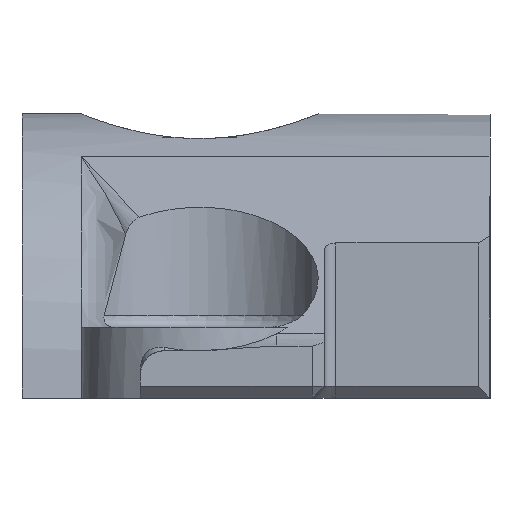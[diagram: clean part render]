
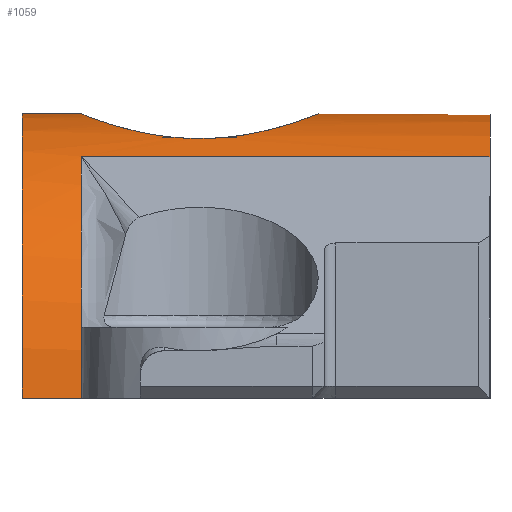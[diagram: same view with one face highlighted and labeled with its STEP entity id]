
A CAD part, left-side view. The second image highlights one B-rep face of the part: STEP entity #1059.
In plain terms, the highlighted cylindrical face has radius 25 mm (diameter 50 mm), a partial arc.
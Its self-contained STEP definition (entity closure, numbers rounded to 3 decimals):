
#30=FACE_BOUND('',#251,.T.);
#34=B_SPLINE_CURVE_WITH_KNOTS('',3,(#1654,#1655,#1656,#1657,#1658,#1659,
#1660,#1661,#1662,#1663,#1664,#1665,#1666,#1667,#1668,#1669,#1670,#1671),
 .UNSPECIFIED.,.F.,.F.,(4,2,2,2,2,2,2,2,4),(3.248,3.432,
3.814,4.195,4.576,4.958,5.339,
5.72,5.905),.UNSPECIFIED.);
#35=B_SPLINE_CURVE_WITH_KNOTS('',3,(#1681,#1682,#1683,#1684,#1685,#1686,
#1687,#1688,#1689,#1690,#1691,#1692,#1693,#1694,#1695,#1696,#1697,#1698),
 .UNSPECIFIED.,.F.,.F.,(4,2,2,2,2,2,2,2,4),(0.197,0.382,
0.763,1.144,1.525,1.907,2.288,
2.669,2.854),.UNSPECIFIED.);
#36=B_SPLINE_CURVE_WITH_KNOTS('',3,(#1700,#1701,#1702,#1703,#1704,#1705,
#1706,#1707,#1708,#1709),.UNSPECIFIED.,.F.,.F.,(4,2,2,2,4),(3.129,
3.228,3.329,3.429,3.534),
 .UNSPECIFIED.);
#37=B_SPLINE_CURVE_WITH_KNOTS('',3,(#1711,#1712,#1713,#1714),
 .UNSPECIFIED.,.F.,.F.,(4,4),(0.,0.199),.UNSPECIFIED.);
#38=B_SPLINE_CURVE_WITH_KNOTS('',3,(#1716,#1717,#1718,#1719,#1720,#1721),
 .UNSPECIFIED.,.F.,.F.,(4,2,4),(0.199,0.341,0.398),
 .UNSPECIFIED.);
#76=CYLINDRICAL_SURFACE('',#1164,25.);
#85=CIRCLE('',#1096,25.);
#104=CIRCLE('',#1143,25.);
#107=CIRCLE('',#1153,25.);
#108=CIRCLE('',#1160,25.);
#183=FACE_OUTER_BOUND('',#250,.T.);
#250=EDGE_LOOP('',(#933,#934,#935,#936,#937,#938,#939,#940));
#251=EDGE_LOOP('',(#941,#942,#943,#944,#945));
#308=LINE('',#1611,#387);
#329=LINE('',#2042,#408);
#331=LINE('',#2137,#410);
#332=LINE('',#2139,#411);
#387=VECTOR('',#1292,10.);
#408=VECTOR('',#1425,10.);
#410=VECTOR('',#1443,10.);
#411=VECTOR('',#1446,10.);
#455=VERTEX_POINT('',#1588);
#456=VERTEX_POINT('',#1590);
#461=VERTEX_POINT('',#1603);
#462=VERTEX_POINT('',#1610);
#473=VERTEX_POINT('',#1651);
#474=VERTEX_POINT('',#1652);
#477=VERTEX_POINT('',#1678);
#478=VERTEX_POINT('',#1679);
#479=VERTEX_POINT('',#1710);
#484=VERTEX_POINT('',#1807);
#487=VERTEX_POINT('',#1879);
#503=VERTEX_POINT('',#2009);
#507=VERTEX_POINT('',#2032);
#569=EDGE_CURVE('',#456,#455,#85,.T.);
#577=EDGE_CURVE('',#462,#461,#308,.T.);
#594=EDGE_CURVE('',#474,#473,#34,.T.);
#598=EDGE_CURVE('',#478,#477,#35,.T.);
#599=EDGE_CURVE('',#473,#478,#36,.F.);
#600=EDGE_CURVE('',#479,#474,#37,.F.);
#602=EDGE_CURVE('',#477,#479,#38,.F.);
#641=EDGE_CURVE('',#462,#503,#104,.T.);
#651=EDGE_CURVE('',#507,#484,#107,.T.);
#652=EDGE_CURVE('',#507,#503,#329,.T.);
#656=EDGE_CURVE('',#487,#461,#108,.T.);
#659=EDGE_CURVE('',#455,#484,#331,.T.);
#660=EDGE_CURVE('',#456,#487,#332,.T.);
#933=ORIENTED_EDGE('',*,*,#569,.T.);
#934=ORIENTED_EDGE('',*,*,#659,.T.);
#935=ORIENTED_EDGE('',*,*,#651,.F.);
#936=ORIENTED_EDGE('',*,*,#652,.T.);
#937=ORIENTED_EDGE('',*,*,#641,.F.);
#938=ORIENTED_EDGE('',*,*,#577,.T.);
#939=ORIENTED_EDGE('',*,*,#656,.F.);
#940=ORIENTED_EDGE('',*,*,#660,.F.);
#941=ORIENTED_EDGE('',*,*,#598,.T.);
#942=ORIENTED_EDGE('',*,*,#602,.T.);
#943=ORIENTED_EDGE('',*,*,#600,.T.);
#944=ORIENTED_EDGE('',*,*,#594,.T.);
#945=ORIENTED_EDGE('',*,*,#599,.T.);
#1059=ADVANCED_FACE('',(#183,#30),#76,.T.);
#1096=AXIS2_PLACEMENT_3D('',#1591,#1280,#1281);
#1143=AXIS2_PLACEMENT_3D('',#2013,#1396,#1397);
#1153=AXIS2_PLACEMENT_3D('',#2039,#1419,#1420);
#1160=AXIS2_PLACEMENT_3D('',#2084,#1434,#1435);
#1164=AXIS2_PLACEMENT_3D('',#2138,#1444,#1445);
#1280=DIRECTION('center_axis',(0.,1.,0.));
#1281=DIRECTION('ref_axis',(1.,0.,0.));
#1292=DIRECTION('',(0.,-1.,0.));
#1396=DIRECTION('center_axis',(0.,1.,0.));
#1397=DIRECTION('ref_axis',(-1.,0.,0.));
#1419=DIRECTION('center_axis',(0.,-1.,0.));
#1420=DIRECTION('ref_axis',(0.,0.,-1.));
#1425=DIRECTION('',(0.,1.,0.));
#1434=DIRECTION('center_axis',(0.,-1.,0.));
#1435=DIRECTION('ref_axis',(0.,0.,-1.));
#1443=DIRECTION('',(0.,1.,0.));
#1444=DIRECTION('center_axis',(0.,1.,0.));
#1445=DIRECTION('ref_axis',(1.,0.,0.));
#1446=DIRECTION('',(0.,1.,0.));
#1588=CARTESIAN_POINT('',(12.952,10.5,21.383));
#1590=CARTESIAN_POINT('',(-12.952,10.5,21.383));
#1591=CARTESIAN_POINT('Origin',(0.,10.5,0.));
#1603=CARTESIAN_POINT('',(-24.98,45.,1.));
#1610=CARTESIAN_POINT('',(-24.98,50.,1.));
#1611=CARTESIAN_POINT('',(-24.98,0.,1.));
#1651=CARTESIAN_POINT('',(9.798,37.,23.));
#1652=CARTESIAN_POINT('',(-9.798,37.,23.));
#1654=CARTESIAN_POINT('Ctrl Pts',(-9.798,37.,23.));
#1655=CARTESIAN_POINT('Ctrl Pts',(-9.67,37.629,23.055));
#1656=CARTESIAN_POINT('Ctrl Pts',(-9.479,38.251,23.135));
#1657=CARTESIAN_POINT('Ctrl Pts',(-8.718,40.076,23.437));
#1658=CARTESIAN_POINT('Ctrl Pts',(-7.951,41.191,23.72));
#1659=CARTESIAN_POINT('Ctrl Pts',(-6.192,42.951,24.239));
#1660=CARTESIAN_POINT('Ctrl Pts',(-5.076,43.718,24.511));
#1661=CARTESIAN_POINT('Ctrl Pts',(-2.616,44.743,24.894));
#1662=CARTESIAN_POINT('Ctrl Pts',(-1.271,45.,25.));
#1663=CARTESIAN_POINT('Ctrl Pts',(1.271,45.,25.));
#1664=CARTESIAN_POINT('Ctrl Pts',(2.616,44.743,24.894));
#1665=CARTESIAN_POINT('Ctrl Pts',(5.076,43.718,24.511));
#1666=CARTESIAN_POINT('Ctrl Pts',(6.192,42.951,24.239));
#1667=CARTESIAN_POINT('Ctrl Pts',(7.951,41.191,23.72));
#1668=CARTESIAN_POINT('Ctrl Pts',(8.718,40.076,23.437));
#1669=CARTESIAN_POINT('Ctrl Pts',(9.479,38.251,23.135));
#1670=CARTESIAN_POINT('Ctrl Pts',(9.67,37.629,23.055));
#1671=CARTESIAN_POINT('Ctrl Pts',(9.798,37.,23.));
#1678=CARTESIAN_POINT('',(-9.798,33.,23.));
#1679=CARTESIAN_POINT('',(9.798,33.,23.));
#1681=CARTESIAN_POINT('Ctrl Pts',(9.798,33.,23.));
#1682=CARTESIAN_POINT('Ctrl Pts',(9.67,32.371,23.055));
#1683=CARTESIAN_POINT('Ctrl Pts',(9.479,31.749,23.135));
#1684=CARTESIAN_POINT('Ctrl Pts',(8.718,29.924,23.437));
#1685=CARTESIAN_POINT('Ctrl Pts',(7.951,28.809,23.72));
#1686=CARTESIAN_POINT('Ctrl Pts',(6.192,27.049,24.239));
#1687=CARTESIAN_POINT('Ctrl Pts',(5.076,26.282,24.511));
#1688=CARTESIAN_POINT('Ctrl Pts',(2.616,25.257,24.894));
#1689=CARTESIAN_POINT('Ctrl Pts',(1.271,25.,25.));
#1690=CARTESIAN_POINT('Ctrl Pts',(-1.271,25.,25.));
#1691=CARTESIAN_POINT('Ctrl Pts',(-2.616,25.257,24.894));
#1692=CARTESIAN_POINT('Ctrl Pts',(-5.076,26.282,24.511));
#1693=CARTESIAN_POINT('Ctrl Pts',(-6.192,27.049,24.239));
#1694=CARTESIAN_POINT('Ctrl Pts',(-7.951,28.809,23.72));
#1695=CARTESIAN_POINT('Ctrl Pts',(-8.718,29.924,23.437));
#1696=CARTESIAN_POINT('Ctrl Pts',(-9.479,31.749,23.135));
#1697=CARTESIAN_POINT('Ctrl Pts',(-9.67,32.371,23.055));
#1698=CARTESIAN_POINT('Ctrl Pts',(-9.798,33.,23.));
#1700=CARTESIAN_POINT('Ctrl Pts',(9.798,33.,23.));
#1701=CARTESIAN_POINT('Ctrl Pts',(9.863,33.316,22.972));
#1702=CARTESIAN_POINT('Ctrl Pts',(9.911,33.638,22.952));
#1703=CARTESIAN_POINT('Ctrl Pts',(9.978,34.293,22.923));
#1704=CARTESIAN_POINT('Ctrl Pts',(9.995,34.63,22.915));
#1705=CARTESIAN_POINT('Ctrl Pts',(9.997,35.297,22.914));
#1706=CARTESIAN_POINT('Ctrl Pts',(9.983,35.63,22.92));
#1707=CARTESIAN_POINT('Ctrl Pts',(9.919,36.309,22.948));
#1708=CARTESIAN_POINT('Ctrl Pts',(9.868,36.657,22.97));
#1709=CARTESIAN_POINT('Ctrl Pts',(9.798,37.,23.));
#1710=CARTESIAN_POINT('',(-9.996,35.,22.914));
#1711=CARTESIAN_POINT('Ctrl Pts',(-9.798,37.,23.));
#1712=CARTESIAN_POINT('Ctrl Pts',(-9.93,36.352,22.944));
#1713=CARTESIAN_POINT('Ctrl Pts',(-9.996,35.677,22.914));
#1714=CARTESIAN_POINT('Ctrl Pts',(-9.996,35.,22.914));
#1716=CARTESIAN_POINT('Ctrl Pts',(-9.996,35.,22.914));
#1717=CARTESIAN_POINT('Ctrl Pts',(-9.996,34.516,22.914));
#1718=CARTESIAN_POINT('Ctrl Pts',(-9.962,34.031,22.929));
#1719=CARTESIAN_POINT('Ctrl Pts',(-9.867,33.367,22.97));
#1720=CARTESIAN_POINT('Ctrl Pts',(-9.835,33.182,22.984));
#1721=CARTESIAN_POINT('Ctrl Pts',(-9.798,33.,23.));
#1807=CARTESIAN_POINT('',(12.952,45.,21.383));
#1879=CARTESIAN_POINT('',(-12.952,45.,21.383));
#2009=CARTESIAN_POINT('',(24.98,50.,1.));
#2013=CARTESIAN_POINT('Origin',(0.,50.,0.));
#2032=CARTESIAN_POINT('',(24.98,45.,1.));
#2039=CARTESIAN_POINT('Origin',(0.,45.,0.));
#2042=CARTESIAN_POINT('',(24.98,0.,1.));
#2084=CARTESIAN_POINT('Origin',(0.,45.,0.));
#2137=CARTESIAN_POINT('',(12.952,0.,21.383));
#2138=CARTESIAN_POINT('Origin',(0.,0.,0.));
#2139=CARTESIAN_POINT('',(-12.952,0.,21.383));
